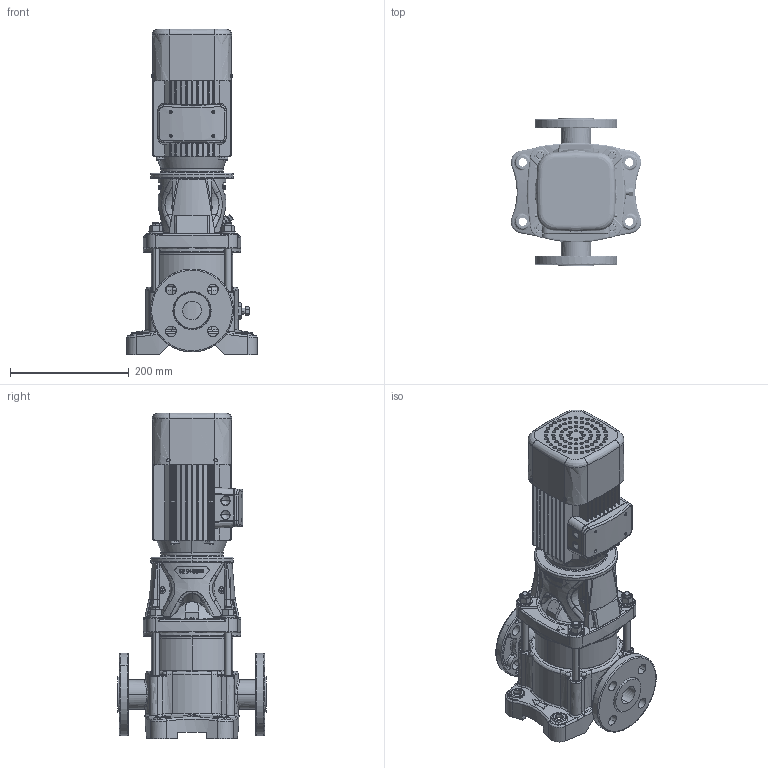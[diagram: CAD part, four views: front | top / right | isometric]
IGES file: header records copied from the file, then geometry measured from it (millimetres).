
Global section: file name: 015P2164 (RMV 5-3F); native system: AutoCAD 2021 — Русский (Russian), 62HAuto; preprocessor: desk Translation Framework DWG producer (atf_dwg_producer); organization: unknown; date: 20230825.140341; units: millimetre
Bounding box: 219.98 x 250 x 550 mm (x, y, z)
Volume: 6081496.3 mm3; surface area: 913542.1 mm2
Topology: 47 solids, 49 shells, 3423 faces, 13098 edges, 10211 vertices
Faces by surface type: bspline 3295, revolution 128
